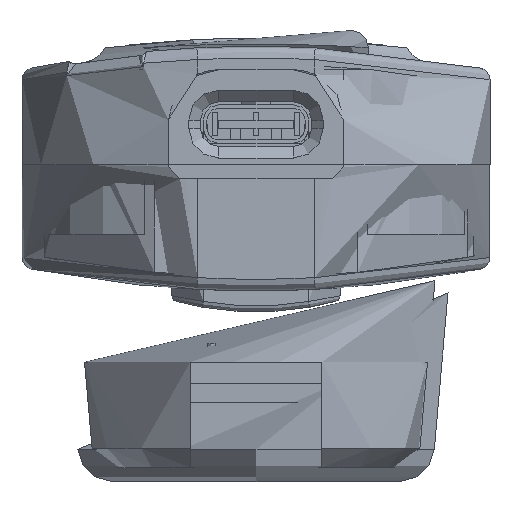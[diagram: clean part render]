
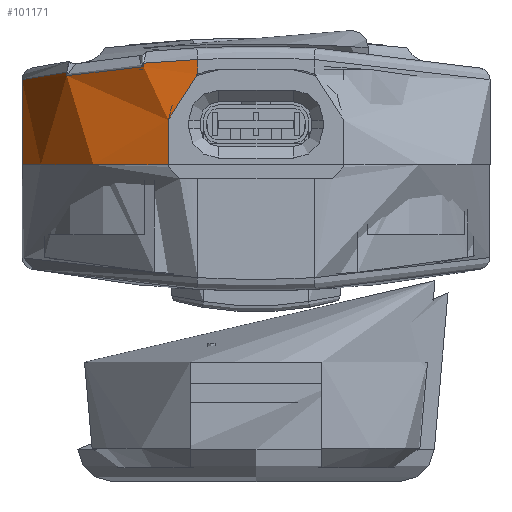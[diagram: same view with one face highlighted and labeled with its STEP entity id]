
A CAD part, front view. The second image highlights one B-rep face of the part: STEP entity #101171.
In plain terms, the highlighted cylindrical face has radius 15 mm (diameter 30 mm), a partial arc.
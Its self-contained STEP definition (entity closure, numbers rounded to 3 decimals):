
#2137=B_SPLINE_CURVE_WITH_KNOTS('',3,(#193905,#193906,#193907,#193908),
 .UNSPECIFIED.,.F.,.F.,(4,4),(15.569,15.599),
 .UNSPECIFIED.);
#2159=B_SPLINE_CURVE_WITH_KNOTS('',3,(#194271,#194272,#194273,#194274),
 .UNSPECIFIED.,.F.,.F.,(4,4),(14.628,14.658),
 .UNSPECIFIED.);
#2165=B_SPLINE_CURVE_WITH_KNOTS('',3,(#194404,#194405,#194406,#194407),
 .UNSPECIFIED.,.F.,.F.,(4,4),(-0.439,0.),
 .UNSPECIFIED.);
#2169=B_SPLINE_CURVE_WITH_KNOTS('',3,(#194533,#194534,#194535,#194536,#194537,
#194538,#194539,#194540),.UNSPECIFIED.,.F.,.F.,(4,2,2,4),(1.309,
1.472,1.634,1.78),.UNSPECIFIED.);
#2171=B_SPLINE_CURVE_WITH_KNOTS('',3,(#194668,#194669,#194670,#194671,#194672),
 .UNSPECIFIED.,.F.,.F.,(4,1,4),(0.,0.44,1.025),
 .UNSPECIFIED.);
#2226=B_SPLINE_CURVE_WITH_KNOTS('',3,(#196671,#196672,#196673,#196674),
 .UNSPECIFIED.,.F.,.F.,(4,4),(1.025,1.767),
 .UNSPECIFIED.);
#5117=CYLINDRICAL_SURFACE('',#109145,15.);
#10227=FACE_OUTER_BOUND('',#15792,.T.);
#15792=EDGE_LOOP('',(#91701,#91702,#91703,#91704,#91705,#91706,#91707,#91708,
#91709,#91710));
#26450=LINE('',#194432,#37371);
#26479=LINE('',#194527,#37400);
#26561=LINE('',#194788,#37482);
#37371=VECTOR('',#133744,10.);
#37400=VECTOR('',#133817,10.);
#37482=VECTOR('',#134031,10.);
#39943=CIRCLE('',#109142,15.);
#48939=VERTEX_POINT('',#193817);
#48941=VERTEX_POINT('',#193898);
#48965=VERTEX_POINT('',#194180);
#48969=VERTEX_POINT('',#194270);
#48977=VERTEX_POINT('',#194380);
#48982=VERTEX_POINT('',#194431);
#49017=VERTEX_POINT('',#194524);
#49018=VERTEX_POINT('',#194526);
#49045=VERTEX_POINT('',#194666);
#49088=VERTEX_POINT('',#194786);
#63007=EDGE_CURVE('',#48939,#48941,#2137,.F.);
#63042=EDGE_CURVE('',#48969,#48965,#2159,.F.);
#63057=EDGE_CURVE('',#48939,#48977,#2165,.T.);
#63064=EDGE_CURVE('',#48982,#48977,#26450,.T.);
#63107=EDGE_CURVE('',#49018,#49017,#26479,.T.);
#63111=EDGE_CURVE('',#49017,#48982,#2169,.T.);
#63161=EDGE_CURVE('',#49045,#48965,#2171,.T.);
#63217=EDGE_CURVE('',#49045,#49088,#26561,.T.);
#63425=EDGE_CURVE('',#49018,#49088,#39943,.T.);
#63428=EDGE_CURVE('',#48969,#48941,#2226,.T.);
#91701=ORIENTED_EDGE('',*,*,#63428,.F.);
#91702=ORIENTED_EDGE('',*,*,#63042,.T.);
#91703=ORIENTED_EDGE('',*,*,#63161,.F.);
#91704=ORIENTED_EDGE('',*,*,#63217,.T.);
#91705=ORIENTED_EDGE('',*,*,#63425,.F.);
#91706=ORIENTED_EDGE('',*,*,#63107,.T.);
#91707=ORIENTED_EDGE('',*,*,#63111,.T.);
#91708=ORIENTED_EDGE('',*,*,#63064,.T.);
#91709=ORIENTED_EDGE('',*,*,#63057,.F.);
#91710=ORIENTED_EDGE('',*,*,#63007,.T.);
#101171=ADVANCED_FACE('',(#10227),#5117,.T.);
#109142=AXIS2_PLACEMENT_3D('',#196648,#134375,#134376);
#109145=AXIS2_PLACEMENT_3D('',#196675,#134381,#134382);
#133744=DIRECTION('',(0.,0.,1.));
#133817=DIRECTION('',(0.,0.,1.));
#134031=DIRECTION('',(0.,0.,-1.));
#134375=DIRECTION('center_axis',(0.,0.,
-1.));
#134376=DIRECTION('ref_axis',(-1.,0.,0.));
#134381=DIRECTION('center_axis',(0.,0.,
-1.));
#134382=DIRECTION('ref_axis',(-1.,0.,0.));
#193817=CARTESIAN_POINT('',(-9.62,-80.715,1.761));
#193898=CARTESIAN_POINT('',(-9.62,-80.715,1.461));
#193905=CARTESIAN_POINT('Ctrl Pts',(-9.62,-80.715,
1.461));
#193906=CARTESIAN_POINT('Ctrl Pts',(-9.62,-80.715,
1.561));
#193907=CARTESIAN_POINT('Ctrl Pts',(-9.62,-80.715,
1.661));
#193908=CARTESIAN_POINT('Ctrl Pts',(-9.62,-80.715,
1.761));
#194180=CARTESIAN_POINT('',(-16.176,-76.45,0.99));
#194270=CARTESIAN_POINT('',(-16.176,-76.45,0.69));
#194271=CARTESIAN_POINT('Ctrl Pts',(-16.176,-76.45,
0.99));
#194272=CARTESIAN_POINT('Ctrl Pts',(-16.176,-76.45,
0.89));
#194273=CARTESIAN_POINT('Ctrl Pts',(-16.176,-76.45,
0.79));
#194274=CARTESIAN_POINT('Ctrl Pts',(-16.176,-76.45,
0.69));
#194380=CARTESIAN_POINT('',(-5.,-81.445,2.074));
#194404=CARTESIAN_POINT('Ctrl Pts',(-9.62,-80.715,
1.761));
#194405=CARTESIAN_POINT('Ctrl Pts',(-8.133,-81.197,
1.892));
#194406=CARTESIAN_POINT('Ctrl Pts',(-6.568,-81.445,
2.));
#194407=CARTESIAN_POINT('Ctrl Pts',(-5.,-81.445,
2.074));
#194431=CARTESIAN_POINT('',(-5.,-81.445,0.805));
#194432=CARTESIAN_POINT('',(-5.,-81.445,2.));
#194524=CARTESIAN_POINT('',(-7.5,-81.235,-3.1));
#194526=CARTESIAN_POINT('',(-7.5,-81.235,-6.9));
#194527=CARTESIAN_POINT('',(-7.5,-81.235,2.));
#194533=CARTESIAN_POINT('Ctrl Pts',(-7.5,-81.235,
-3.1));
#194534=CARTESIAN_POINT('Ctrl Pts',(-7.5,-81.235,
-2.558));
#194535=CARTESIAN_POINT('Ctrl Pts',(-7.391,-81.254,
-1.98));
#194536=CARTESIAN_POINT('Ctrl Pts',(-6.95,-81.319,
-0.919));
#194537=CARTESIAN_POINT('Ctrl Pts',(-6.618,-81.362,
-0.435));
#194538=CARTESIAN_POINT('Ctrl Pts',(-5.892,-81.422,0.288));
#194539=CARTESIAN_POINT('Ctrl Pts',(-5.467,-81.445,
0.59));
#194540=CARTESIAN_POINT('Ctrl Pts',(-5.,-81.445,
0.805));
#194666=CARTESIAN_POINT('',(-20.,-66.445,0.36));
#194668=CARTESIAN_POINT('Ctrl Pts',(-20.,-66.445,
0.36));
#194669=CARTESIAN_POINT('Ctrl Pts',(-20.,-68.015,
0.36));
#194670=CARTESIAN_POINT('Ctrl Pts',(-19.421,-71.674,
0.467));
#194671=CARTESIAN_POINT('Ctrl Pts',(-17.562,-74.901,
0.786));
#194672=CARTESIAN_POINT('Ctrl Pts',(-16.176,-76.45,
0.99));
#194786=CARTESIAN_POINT('',(-20.,-66.445,-6.9));
#194788=CARTESIAN_POINT('',(-20.,-66.445,2.));
#196648=CARTESIAN_POINT('Origin',(-5.,-66.445,-6.9));
#196671=CARTESIAN_POINT('Ctrl Pts',(-16.176,-76.45,
0.69));
#196672=CARTESIAN_POINT('Ctrl Pts',(-14.417,-78.415,
0.949));
#196673=CARTESIAN_POINT('Ctrl Pts',(-12.133,-79.902,
1.239));
#196674=CARTESIAN_POINT('Ctrl Pts',(-9.62,-80.715,
1.461));
#196675=CARTESIAN_POINT('Origin',(-5.,-66.445,2.));
